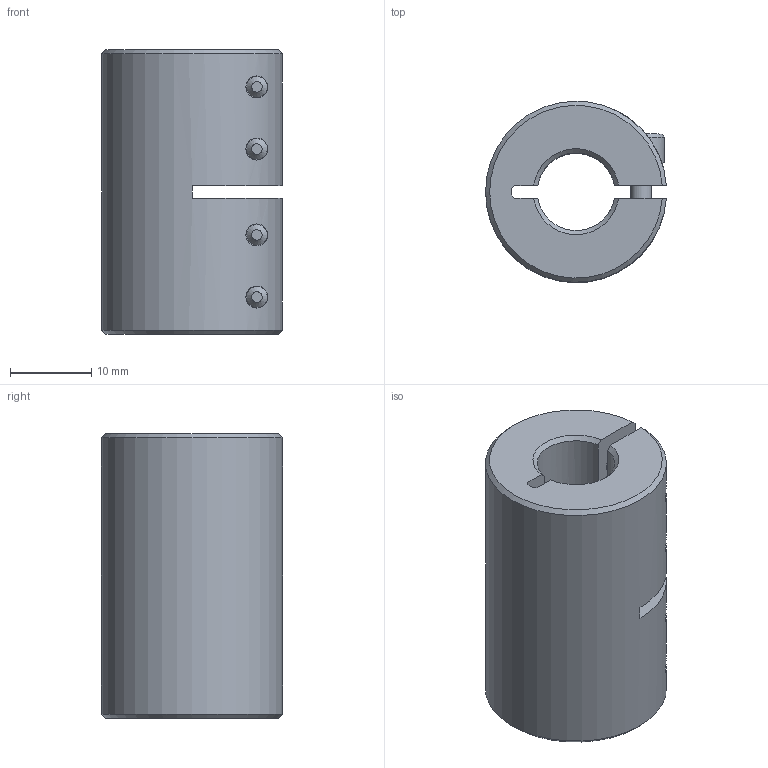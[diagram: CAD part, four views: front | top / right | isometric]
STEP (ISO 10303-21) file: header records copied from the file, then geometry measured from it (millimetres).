
FILE_DESCRIPTION(/* description */ (''),/* implementation_level */ '2;1');
FILE_NAME(/* name */ 'MISC_Coupling_CLX-6-6-A.ipt.stp',/* time_stamp */ '2016-01-07T16:45:30-08:00',/* author */ ('Autodesk Inc.'),/* organization */ ('Autodesk Inc.'),/* preprocessor_version */ 'ST-DEVELOPER v16.1',/* originating_system */ 'Autodesk Inventor 2016',/* authorisation */ '');
FILE_SCHEMA (('AUTOMOTIVE_DESIGN { 1 0 10303 214 3 1 1 }'));
Length unit declared in the file: millimetre
Products named in the file (1): MISC_Coupling_CLX-6-6-A
Bounding box: 22.2 x 22.23 x 34.92 mm (x, y, z)
Volume: 10024.6 mm3; surface area: 5917.2 mm2
Topology: 1 solids, 1 shells, 102 faces, 252 edges, 168 vertices
Faces by surface type: plane 65, cylinder 23, cone 14
Full cylindrical faces by diameter (mm): 2.56 x4, 2.705 x4, 3.658 x4, 5.74 x4
Entity records: 3464 total; most frequent: CARTESIAN_POINT 1027, DIRECTION 458, ORIENTED_EDGE 440, EDGE_CURVE 220, AXIS2_PLACEMENT_3D 167, VERTEX_POINT 160, EDGE_LOOP 150, LINE 124
